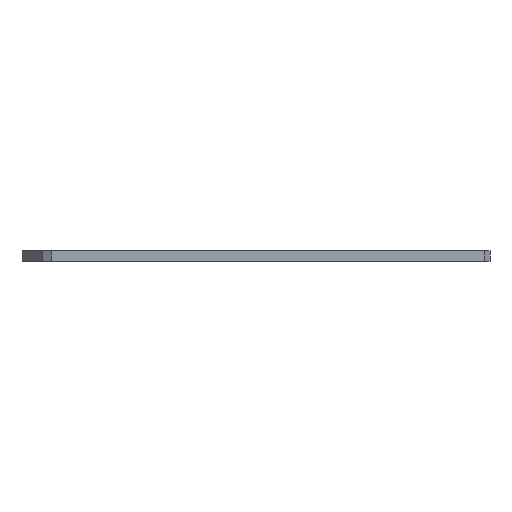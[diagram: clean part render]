
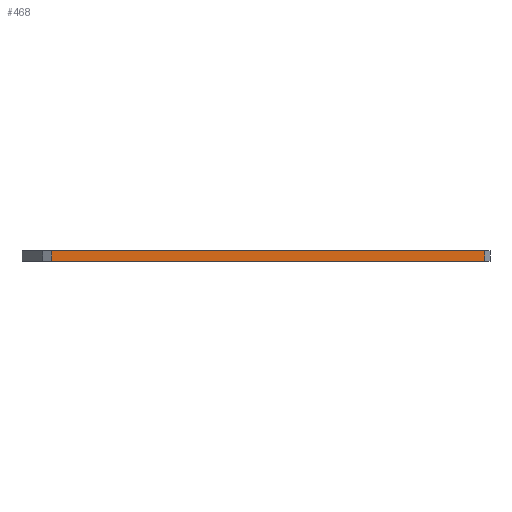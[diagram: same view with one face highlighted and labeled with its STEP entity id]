
A CAD part, left-side view. The second image highlights one B-rep face of the part: STEP entity #468.
In plain terms, the highlighted planar face has unit normal (-1, 0, 0).
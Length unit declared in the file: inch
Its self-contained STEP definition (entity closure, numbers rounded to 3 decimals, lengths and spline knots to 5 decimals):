
#18 = DIRECTION ( 'NONE',  ( 0., 1., 0. ) ) ;
#50 = AXIS2_PLACEMENT_3D ( 'NONE', #425, #1490, #445 ) ;
#59 = CARTESIAN_POINT ( 'NONE',  ( -0.5, 0.34565, 0.09 ) ) ;
#83 = FACE_OUTER_BOUND ( 'NONE', #500, .T. ) ;
#120 = EDGE_CURVE ( 'NONE', #908, #1394, #1477, .T. ) ;
#179 = CARTESIAN_POINT ( 'NONE',  ( -0.5, -3.20737, 0.09 ) ) ;
#219 = DIRECTION ( 'NONE',  ( 0., -1., 0. ) ) ;
#238 = ORIENTED_EDGE ( 'NONE', *, *, #1495, .F. ) ;
#257 = EDGE_CURVE ( 'NONE', #1394, #1102, #1207, .T. ) ;
#356 = CARTESIAN_POINT ( 'NONE',  ( -0.5, -3.20737, 0.09 ) ) ;
#392 = LINE ( 'NONE', #179, #889 ) ;
#415 = VECTOR ( 'NONE', #18, 39.37008 ) ;
#425 = CARTESIAN_POINT ( 'NONE',  ( -0.5, -3.25, 0.09 ) ) ;
#444 = ORIENTED_EDGE ( 'NONE', *, *, #120, .F. ) ;
#445 = DIRECTION ( 'NONE',  ( 0., 1., 0. ) ) ;
#468 = ADVANCED_FACE ( 'NONE', ( #83 ), #771, .F. ) ;
#500 = EDGE_LOOP ( 'NONE', ( #1503, #562, #444, #238 ) ) ;
#505 = DIRECTION ( 'NONE',  ( 0., 0., 1. ) ) ;
#562 = ORIENTED_EDGE ( 'NONE', *, *, #257, .F. ) ;
#771 = PLANE ( 'NONE',  #50 ) ;
#812 = LINE ( 'NONE', #1263, #1129 ) ;
#889 = VECTOR ( 'NONE', #1448, 39.37008 ) ;
#908 = VERTEX_POINT ( 'NONE', #1409 ) ;
#927 = CARTESIAN_POINT ( 'NONE',  ( -0.5, 0.34565, 0.09 ) ) ;
#1004 = EDGE_CURVE ( 'NONE', #1102, #1024, #812, .T. ) ;
#1024 = VERTEX_POINT ( 'NONE', #356 ) ;
#1044 = CARTESIAN_POINT ( 'NONE',  ( -0.5, -3.25, 0. ) ) ;
#1102 = VERTEX_POINT ( 'NONE', #927 ) ;
#1129 = VECTOR ( 'NONE', #219, 39.37008 ) ;
#1207 = LINE ( 'NONE', #59, #1209 ) ;
#1209 = VECTOR ( 'NONE', #505, 39.37008 ) ;
#1263 = CARTESIAN_POINT ( 'NONE',  ( -0.5, -2.56708, 0.09 ) ) ;
#1281 = CARTESIAN_POINT ( 'NONE',  ( -0.5, 0.34565, 0. ) ) ;
#1394 = VERTEX_POINT ( 'NONE', #1281 ) ;
#1409 = CARTESIAN_POINT ( 'NONE',  ( -0.5, -3.20737, 0. ) ) ;
#1448 = DIRECTION ( 'NONE',  ( 0., 0., -1. ) ) ;
#1477 = LINE ( 'NONE', #1044, #415 ) ;
#1490 = DIRECTION ( 'NONE',  ( 1., 0., 0. ) ) ;
#1495 = EDGE_CURVE ( 'NONE', #1024, #908, #392, .T. ) ;
#1503 = ORIENTED_EDGE ( 'NONE', *, *, #1004, .F. ) ;
